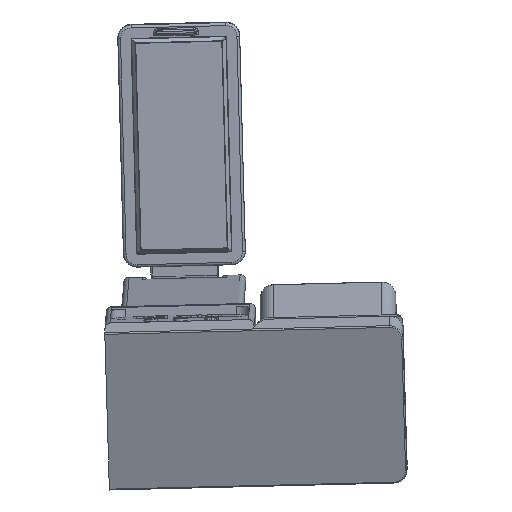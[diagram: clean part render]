
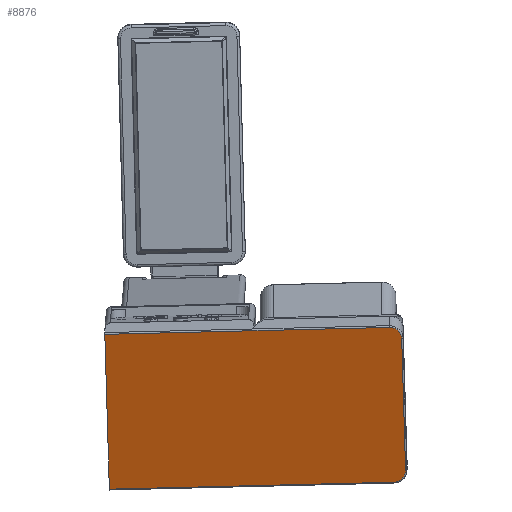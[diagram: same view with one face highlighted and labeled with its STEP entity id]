
A CAD part, top view. The second image highlights one B-rep face of the part: STEP entity #8876.
In plain terms, the highlighted face is planar.
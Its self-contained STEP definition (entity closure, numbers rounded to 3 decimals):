
#853 = CARTESIAN_POINT ( 'NONE',  ( 120.473, 0., 47.043 ) ) ;
#1540 = DIRECTION ( 'NONE',  ( -1., 0., 0. ) ) ;
#1890 = VECTOR ( 'NONE', #23739, 1000. ) ;
#2230 = DIRECTION ( 'NONE',  ( 0., 0., -1. ) ) ;
#2372 = CARTESIAN_POINT ( 'NONE',  ( 120.473, 0., -57.957 ) ) ;
#3086 = EDGE_CURVE ( 'NONE', #3932, #24861, #17091, .T. ) ;
#3230 = FACE_OUTER_BOUND ( 'NONE', #13921, .T. ) ;
#3548 = EDGE_CURVE ( 'NONE', #7397, #24861, #12504, .T. ) ;
#3904 = AXIS2_PLACEMENT_3D ( 'NONE', #18920, #12411, #27635 ) ;
#3932 = VERTEX_POINT ( 'NONE', #8676 ) ;
#4786 = VECTOR ( 'NONE', #17540, 1000. ) ;
#5452 = CARTESIAN_POINT ( 'NONE',  ( 120.473, 0., 56.043 ) ) ;
#6158 = ORIENTED_EDGE ( 'NONE', *, *, #6994, .T. ) ;
#6994 = EDGE_CURVE ( 'NONE', #23734, #20224, #21957, .T. ) ;
#7397 = VERTEX_POINT ( 'NONE', #5452 ) ;
#7401 = EDGE_CURVE ( 'NONE', #20224, #7397, #18991, .T. ) ;
#8053 = CIRCLE ( 'NONE', #21260, 9. ) ;
#8337 = CARTESIAN_POINT ( 'NONE',  ( -89.527, 0., 56.043 ) ) ;
#8400 = EDGE_CURVE ( 'NONE', #3932, #22862, #8461, .T. ) ;
#8461 = LINE ( 'NONE', #26359, #10982 ) ;
#8676 = CARTESIAN_POINT ( 'NONE',  ( -89.527, 0., -66.957 ) ) ;
#8876 = ADVANCED_FACE ( 'NONE', ( #3230 ), #9887, .T. ) ;
#9743 = DIRECTION ( 'NONE',  ( 0., 0., -1. ) ) ;
#9887 = PLANE ( 'NONE',  #3904 ) ;
#10511 = CARTESIAN_POINT ( 'NONE',  ( 120.473, 0., -66.957 ) ) ;
#10982 = VECTOR ( 'NONE', #22355, 1000. ) ;
#12266 = EDGE_CURVE ( 'NONE', #22862, #23734, #8053, .T. ) ;
#12312 = VECTOR ( 'NONE', #1540, 1000. ) ;
#12411 = DIRECTION ( 'NONE',  ( 0., -1., 0. ) ) ;
#12504 = LINE ( 'NONE', #21515, #12312 ) ;
#13921 = EDGE_LOOP ( 'NONE', ( #27720, #25653, #18493, #6158, #22260, #29265 ) ) ;
#14959 = CARTESIAN_POINT ( 'NONE',  ( 129.473, 0., -57.957 ) ) ;
#15705 = DIRECTION ( 'NONE',  ( 0., -1., 0. ) ) ;
#16553 = DIRECTION ( 'NONE',  ( 0., -1., 0. ) ) ;
#17091 = LINE ( 'NONE', #28457, #1890 ) ;
#17540 = DIRECTION ( 'NONE',  ( 0., 0., 1. ) ) ;
#18493 = ORIENTED_EDGE ( 'NONE', *, *, #12266, .T. ) ;
#18781 = CARTESIAN_POINT ( 'NONE',  ( 129.473, 0., 47.043 ) ) ;
#18920 = CARTESIAN_POINT ( 'NONE',  ( 0., 0., 0. ) ) ;
#18991 = CIRCLE ( 'NONE', #22264, 9. ) ;
#19743 = CARTESIAN_POINT ( 'NONE',  ( 129.473, 0., 47.043 ) ) ;
#20224 = VERTEX_POINT ( 'NONE', #18781 ) ;
#21260 = AXIS2_PLACEMENT_3D ( 'NONE', #2372, #15705, #2230 ) ;
#21515 = CARTESIAN_POINT ( 'NONE',  ( -89.527, 0., 56.043 ) ) ;
#21957 = LINE ( 'NONE', #19743, #4786 ) ;
#22260 = ORIENTED_EDGE ( 'NONE', *, *, #7401, .T. ) ;
#22264 = AXIS2_PLACEMENT_3D ( 'NONE', #853, #16553, #9743 ) ;
#22355 = DIRECTION ( 'NONE',  ( 1., 0., 0. ) ) ;
#22862 = VERTEX_POINT ( 'NONE', #10511 ) ;
#23734 = VERTEX_POINT ( 'NONE', #14959 ) ;
#23739 = DIRECTION ( 'NONE',  ( 0., 0., 1. ) ) ;
#24861 = VERTEX_POINT ( 'NONE', #8337 ) ;
#25653 = ORIENTED_EDGE ( 'NONE', *, *, #8400, .T. ) ;
#26359 = CARTESIAN_POINT ( 'NONE',  ( 120.473, 0., -66.957 ) ) ;
#27635 = DIRECTION ( 'NONE',  ( 0., 0., -1. ) ) ;
#27720 = ORIENTED_EDGE ( 'NONE', *, *, #3086, .F. ) ;
#28457 = CARTESIAN_POINT ( 'NONE',  ( -89.527, 0., 57.043 ) ) ;
#29265 = ORIENTED_EDGE ( 'NONE', *, *, #3548, .T. ) ;
